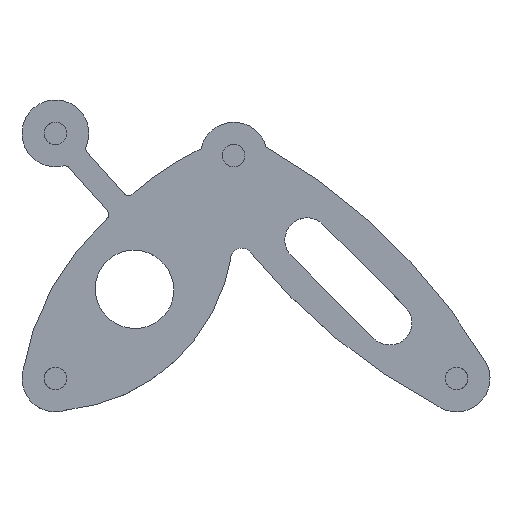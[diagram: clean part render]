
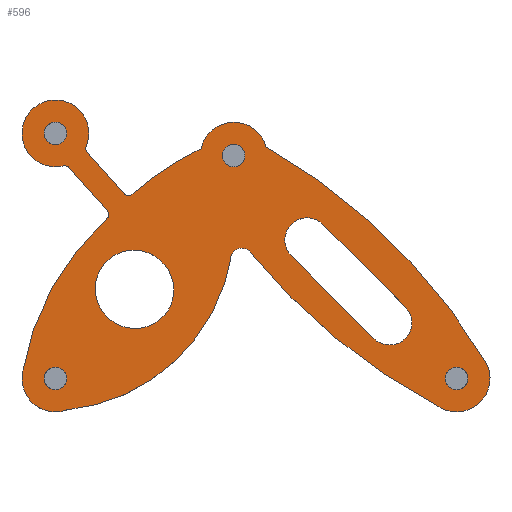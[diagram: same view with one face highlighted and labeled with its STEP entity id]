
A CAD part, top view. The second image highlights one B-rep face of the part: STEP entity #596.
In plain terms, the highlighted planar face has unit normal (0, 0, 1).
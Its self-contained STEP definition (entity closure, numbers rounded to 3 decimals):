
#39=FACE_BOUND('',#120,.T.);
#40=FACE_BOUND('',#121,.T.);
#41=FACE_BOUND('',#122,.T.);
#42=FACE_BOUND('',#123,.T.);
#43=FACE_BOUND('',#124,.T.);
#44=FACE_BOUND('',#125,.T.);
#51=ELLIPSE('',#663,17.76,17.44);
#52=ELLIPSE('',#664,17.76,17.44);
#60=PLANE('',#723);
#89=FACE_OUTER_BOUND('',#119,.T.);
#119=EDGE_LOOP('',(#488,#489,#490,#491,#492,#493,#494,#495,#496,#497,#498,
#499,#500,#501,#502,#503));
#120=EDGE_LOOP('',(#504));
#121=EDGE_LOOP('',(#505));
#122=EDGE_LOOP('',(#506));
#123=EDGE_LOOP('',(#507));
#124=EDGE_LOOP('',(#508,#509));
#125=EDGE_LOOP('',(#510,#511,#512,#513));
#139=LINE('',#957,#173);
#143=LINE('',#967,#177);
#156=LINE('',#1056,#190);
#162=LINE('',#1080,#196);
#173=VECTOR('',#753,10.);
#177=VECTOR('',#765,10.);
#190=VECTOR('',#842,10.);
#196=VECTOR('',#868,10.);
#205=CIRCLE('',#657,10.);
#207=CIRCLE('',#661,10.);
#208=CIRCLE('',#668,5.);
#210=CIRCLE('',#671,5.);
#212=CIRCLE('',#674,5.);
#214=CIRCLE('',#677,5.);
#217=CIRCLE('',#681,5.);
#219=CIRCLE('',#684,83.112);
#221=CIRCLE('',#687,15.);
#223=CIRCLE('',#690,119.624);
#225=CIRCLE('',#693,2.5);
#227=CIRCLE('',#697,2.5);
#229=CIRCLE('',#700,15.);
#231=CIRCLE('',#703,2.5);
#233=CIRCLE('',#707,2.5);
#235=CIRCLE('',#710,151.73);
#237=CIRCLE('',#713,15.);
#239=CIRCLE('',#716,271.608);
#241=CIRCLE('',#719,15.);
#243=CIRCLE('',#722,273.973);
#250=VERTEX_POINT('',#948);
#251=VERTEX_POINT('',#950);
#253=VERTEX_POINT('',#956);
#255=VERTEX_POINT('',#962);
#256=VERTEX_POINT('',#986);
#257=VERTEX_POINT('',#987);
#260=VERTEX_POINT('',#996);
#262=VERTEX_POINT('',#1002);
#264=VERTEX_POINT('',#1008);
#266=VERTEX_POINT('',#1014);
#270=VERTEX_POINT('',#1023);
#271=VERTEX_POINT('',#1025);
#273=VERTEX_POINT('',#1031);
#275=VERTEX_POINT('',#1037);
#277=VERTEX_POINT('',#1043);
#279=VERTEX_POINT('',#1049);
#281=VERTEX_POINT('',#1055);
#283=VERTEX_POINT('',#1061);
#285=VERTEX_POINT('',#1067);
#287=VERTEX_POINT('',#1073);
#289=VERTEX_POINT('',#1079);
#291=VERTEX_POINT('',#1085);
#293=VERTEX_POINT('',#1091);
#295=VERTEX_POINT('',#1097);
#297=VERTEX_POINT('',#1103);
#299=VERTEX_POINT('',#1109);
#306=EDGE_CURVE('',#251,#250,#205,.T.);
#309=EDGE_CURVE('',#253,#251,#139,.T.);
#312=EDGE_CURVE('',#255,#253,#207,.T.);
#315=EDGE_CURVE('',#250,#255,#143,.T.);
#316=EDGE_CURVE('',#256,#257,#51,.T.);
#317=EDGE_CURVE('',#257,#256,#52,.T.);
#321=EDGE_CURVE('',#260,#260,#208,.T.);
#324=EDGE_CURVE('',#262,#262,#210,.T.);
#327=EDGE_CURVE('',#264,#264,#212,.T.);
#330=EDGE_CURVE('',#266,#266,#214,.T.);
#335=EDGE_CURVE('',#271,#270,#217,.T.);
#338=EDGE_CURVE('',#273,#271,#219,.T.);
#341=EDGE_CURVE('',#275,#273,#221,.T.);
#344=EDGE_CURVE('',#277,#275,#223,.T.);
#347=EDGE_CURVE('',#279,#277,#225,.T.);
#350=EDGE_CURVE('',#281,#279,#156,.T.);
#353=EDGE_CURVE('',#283,#281,#227,.T.);
#356=EDGE_CURVE('',#285,#283,#229,.T.);
#359=EDGE_CURVE('',#287,#285,#231,.T.);
#362=EDGE_CURVE('',#289,#287,#162,.T.);
#365=EDGE_CURVE('',#291,#289,#233,.T.);
#368=EDGE_CURVE('',#293,#291,#235,.T.);
#371=EDGE_CURVE('',#295,#293,#237,.T.);
#374=EDGE_CURVE('',#297,#295,#239,.T.);
#377=EDGE_CURVE('',#299,#297,#241,.T.);
#380=EDGE_CURVE('',#270,#299,#243,.T.);
#488=ORIENTED_EDGE('',*,*,#380,.T.);
#489=ORIENTED_EDGE('',*,*,#377,.T.);
#490=ORIENTED_EDGE('',*,*,#374,.T.);
#491=ORIENTED_EDGE('',*,*,#371,.T.);
#492=ORIENTED_EDGE('',*,*,#368,.T.);
#493=ORIENTED_EDGE('',*,*,#365,.T.);
#494=ORIENTED_EDGE('',*,*,#362,.T.);
#495=ORIENTED_EDGE('',*,*,#359,.T.);
#496=ORIENTED_EDGE('',*,*,#356,.T.);
#497=ORIENTED_EDGE('',*,*,#353,.T.);
#498=ORIENTED_EDGE('',*,*,#350,.T.);
#499=ORIENTED_EDGE('',*,*,#347,.T.);
#500=ORIENTED_EDGE('',*,*,#344,.T.);
#501=ORIENTED_EDGE('',*,*,#341,.T.);
#502=ORIENTED_EDGE('',*,*,#338,.T.);
#503=ORIENTED_EDGE('',*,*,#335,.T.);
#504=ORIENTED_EDGE('',*,*,#330,.T.);
#505=ORIENTED_EDGE('',*,*,#327,.T.);
#506=ORIENTED_EDGE('',*,*,#324,.T.);
#507=ORIENTED_EDGE('',*,*,#321,.T.);
#508=ORIENTED_EDGE('',*,*,#316,.T.);
#509=ORIENTED_EDGE('',*,*,#317,.T.);
#510=ORIENTED_EDGE('',*,*,#315,.T.);
#511=ORIENTED_EDGE('',*,*,#312,.T.);
#512=ORIENTED_EDGE('',*,*,#309,.T.);
#513=ORIENTED_EDGE('',*,*,#306,.T.);
#596=ADVANCED_FACE('',(#89,#39,#40,#41,#42,#43,#44),#60,.T.);
#657=AXIS2_PLACEMENT_3D('',#951,#747,#748);
#661=AXIS2_PLACEMENT_3D('',#963,#759,#760);
#663=AXIS2_PLACEMENT_3D('',#988,#766,#767);
#664=AXIS2_PLACEMENT_3D('',#989,#768,#769);
#668=AXIS2_PLACEMENT_3D('',#997,#777,#778);
#671=AXIS2_PLACEMENT_3D('',#1003,#784,#785);
#674=AXIS2_PLACEMENT_3D('',#1009,#791,#792);
#677=AXIS2_PLACEMENT_3D('',#1015,#798,#799);
#681=AXIS2_PLACEMENT_3D('',#1026,#808,#809);
#684=AXIS2_PLACEMENT_3D('',#1032,#815,#816);
#687=AXIS2_PLACEMENT_3D('',#1038,#822,#823);
#690=AXIS2_PLACEMENT_3D('',#1044,#829,#830);
#693=AXIS2_PLACEMENT_3D('',#1050,#836,#837);
#697=AXIS2_PLACEMENT_3D('',#1062,#848,#849);
#700=AXIS2_PLACEMENT_3D('',#1068,#855,#856);
#703=AXIS2_PLACEMENT_3D('',#1074,#862,#863);
#707=AXIS2_PLACEMENT_3D('',#1086,#874,#875);
#710=AXIS2_PLACEMENT_3D('',#1092,#881,#882);
#713=AXIS2_PLACEMENT_3D('',#1098,#888,#889);
#716=AXIS2_PLACEMENT_3D('',#1104,#895,#896);
#719=AXIS2_PLACEMENT_3D('',#1110,#902,#903);
#722=AXIS2_PLACEMENT_3D('',#1114,#909,#910);
#723=AXIS2_PLACEMENT_3D('',#1115,#911,#912);
#747=DIRECTION('center_axis',(0.,0.,-1.));
#748=DIRECTION('ref_axis',(-0.708,-0.706,0.));
#753=DIRECTION('',(-0.706,0.708,0.));
#759=DIRECTION('center_axis',(0.,0.,-1.));
#760=DIRECTION('ref_axis',(0.708,0.706,0.));
#765=DIRECTION('',(0.706,-0.708,0.));
#766=DIRECTION('center_axis',(0.,0.,-1.));
#767=DIRECTION('ref_axis',(-0.771,0.636,0.));
#768=DIRECTION('center_axis',(0.,0.,-1.));
#769=DIRECTION('ref_axis',(-0.771,0.636,0.));
#777=DIRECTION('center_axis',(0.,0.,-1.));
#778=DIRECTION('ref_axis',(-1.,0.,0.));
#784=DIRECTION('center_axis',(0.,0.,-1.));
#785=DIRECTION('ref_axis',(-1.,0.,0.));
#791=DIRECTION('center_axis',(0.,0.,-1.));
#792=DIRECTION('ref_axis',(-1.,0.,0.));
#798=DIRECTION('center_axis',(0.,0.,-1.));
#799=DIRECTION('ref_axis',(-1.,0.,0.));
#808=DIRECTION('center_axis',(0.,0.,-1.));
#809=DIRECTION('ref_axis',(-0.775,-0.632,0.));
#815=DIRECTION('center_axis',(0.,0.,1.));
#816=DIRECTION('ref_axis',(0.098,-0.995,0.));
#822=DIRECTION('center_axis',(0.,0.,1.));
#823=DIRECTION('ref_axis',(1.,0.,0.));
#829=DIRECTION('center_axis',(0.,0.,1.));
#830=DIRECTION('ref_axis',(-0.669,0.743,0.));
#836=DIRECTION('center_axis',(0.,0.,-1.));
#837=DIRECTION('ref_axis',(-0.669,0.743,0.));
#842=DIRECTION('',(0.667,-0.745,0.));
#848=DIRECTION('center_axis',(0.,0.,-1.));
#849=DIRECTION('ref_axis',(-0.745,-0.667,0.));
#855=DIRECTION('center_axis',(0.,0.,1.));
#856=DIRECTION('ref_axis',(1.,0.,0.));
#862=DIRECTION('center_axis',(0.,0.,-1.));
#863=DIRECTION('ref_axis',(0.921,-0.389,0.));
#868=DIRECTION('',(-0.667,0.745,0.));
#874=DIRECTION('center_axis',(0.,0.,-1.));
#875=DIRECTION('ref_axis',(0.745,0.667,0.));
#881=DIRECTION('center_axis',(0.,0.,1.));
#882=DIRECTION('ref_axis',(-0.444,0.896,0.));
#888=DIRECTION('center_axis',(0.,0.,1.));
#889=DIRECTION('ref_axis',(1.,0.,0.));
#895=DIRECTION('center_axis',(0.,0.,1.));
#896=DIRECTION('ref_axis',(0.857,0.515,0.));
#902=DIRECTION('center_axis',(0.,0.,1.));
#903=DIRECTION('ref_axis',(1.,0.,0.));
#909=DIRECTION('center_axis',(0.,0.,1.));
#910=DIRECTION('ref_axis',(-0.775,-0.632,0.));
#911=DIRECTION('center_axis',(0.,0.,1.));
#912=DIRECTION('ref_axis',(1.,0.,0.));
#948=CARTESIAN_POINT('',(30.02,14.17,9.725));
#950=CARTESIAN_POINT('',(15.858,0.048,9.725));
#951=CARTESIAN_POINT('Origin',(22.939,7.109,9.725));
#956=CARTESIAN_POINT('',(52.863,-37.061,9.725));
#957=CARTESIAN_POINT('',(52.863,-37.061,9.725));
#962=CARTESIAN_POINT('',(67.025,-22.939,9.725));
#963=CARTESIAN_POINT('Origin',(59.944,-30.,9.725));
#967=CARTESIAN_POINT('',(30.02,14.17,9.725));
#986=CARTESIAN_POINT('',(-43.401,-1.548,9.725));
#987=CARTESIAN_POINT('',(-40.801,-26.303,9.725));
#988=CARTESIAN_POINT('Origin',(-54.5,-15.,9.725));
#989=CARTESIAN_POINT('Origin',(-54.5,-15.,9.725));
#996=CARTESIAN_POINT('',(95.,-55.,9.725));
#997=CARTESIAN_POINT('Origin',(90.,-55.,9.725));
#1002=CARTESIAN_POINT('',(-5.,45.009,9.725));
#1003=CARTESIAN_POINT('Origin',(-10.,45.009,9.725));
#1008=CARTESIAN_POINT('',(-85.,55.,9.725));
#1009=CARTESIAN_POINT('Origin',(-90.,55.,9.725));
#1014=CARTESIAN_POINT('',(-85.,-55.,9.725));
#1015=CARTESIAN_POINT('Origin',(-90.,-55.,9.725));
#1023=CARTESIAN_POINT('',(-2.527,1.659,9.725));
#1025=CARTESIAN_POINT('',(-10.995,0.473,9.725));
#1026=CARTESIAN_POINT('Origin',(-6.401,-1.501,9.725));
#1031=CARTESIAN_POINT('',(-84.922,-69.114,9.725));
#1032=CARTESIAN_POINT('Origin',(-93.064,13.598,9.725));
#1037=CARTESIAN_POINT('',(-104.797,-52.539,9.725));
#1038=CARTESIAN_POINT('Origin',(-90.,-55.,9.725));
#1043=CARTESIAN_POINT('',(-66.865,16.708,9.725));
#1044=CARTESIAN_POINT('Origin',(13.206,-72.165,9.725));
#1049=CARTESIAN_POINT('',(-66.676,20.233,9.725));
#1050=CARTESIAN_POINT('Origin',(-68.539,18.566,9.725));
#1055=CARTESIAN_POINT('',(-84.053,39.65,9.725));
#1056=CARTESIAN_POINT('',(-84.053,39.65,9.725));
#1061=CARTESIAN_POINT('',(-86.499,40.414,9.725));
#1062=CARTESIAN_POINT('Origin',(-85.916,37.983,9.725));
#1067=CARTESIAN_POINT('',(-76.183,49.162,9.725));
#1068=CARTESIAN_POINT('Origin',(-90.,55.,9.725));
#1073=CARTESIAN_POINT('',(-75.743,46.522,9.725));
#1074=CARTESIAN_POINT('Origin',(-73.88,48.189,9.725));
#1079=CARTESIAN_POINT('',(-59.141,27.971,9.725));
#1080=CARTESIAN_POINT('',(-59.141,27.971,9.725));
#1085=CARTESIAN_POINT('',(-55.657,27.736,9.725));
#1086=CARTESIAN_POINT('Origin',(-57.278,29.639,9.725));
#1091=CARTESIAN_POINT('',(-24.662,48.177,9.725));
#1092=CARTESIAN_POINT('Origin',(42.748,-87.756,9.725));
#1097=CARTESIAN_POINT('',(4.503,48.837,9.725));
#1098=CARTESIAN_POINT('Origin',(-10.,45.009,9.725));
#1103=CARTESIAN_POINT('',(102.858,-47.275,9.725));
#1104=CARTESIAN_POINT('Origin',(-129.964,-187.149,9.725));
#1109=CARTESIAN_POINT('',(81.005,-67.003,9.725));
#1110=CARTESIAN_POINT('Origin',(90.,-55.,9.725));
#1114=CARTESIAN_POINT('Origin',(209.791,174.814,9.725));
#1115=CARTESIAN_POINT('Origin',(0.,0.,
9.725));
